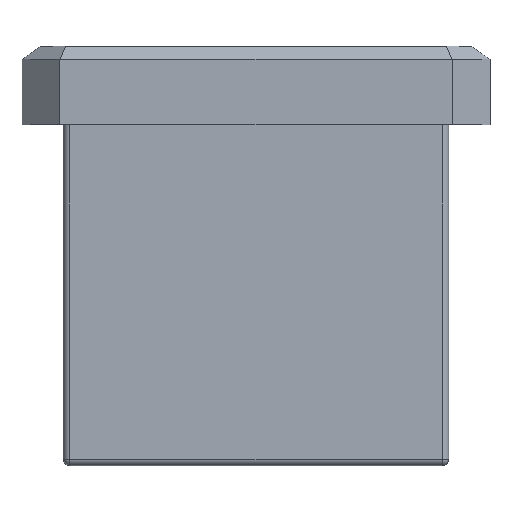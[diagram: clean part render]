
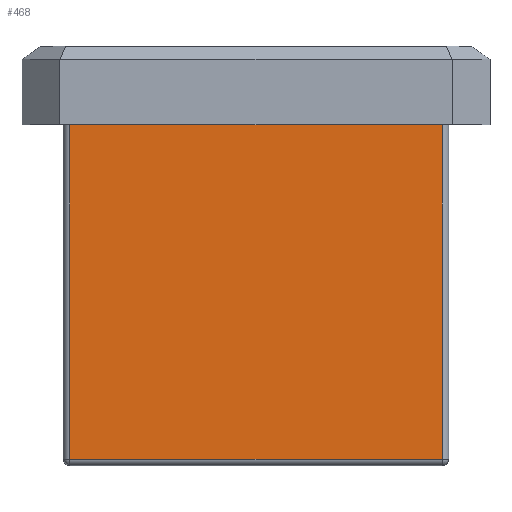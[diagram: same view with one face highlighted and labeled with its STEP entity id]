
A CAD part, front view. The second image highlights one B-rep face of the part: STEP entity #468.
In plain terms, the highlighted planar face has unit normal (0, -1, 0).
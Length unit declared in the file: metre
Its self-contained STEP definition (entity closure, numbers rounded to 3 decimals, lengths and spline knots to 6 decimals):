
#88=ORIENTED_EDGE('',*,*,#207,.T.);
#89=ORIENTED_EDGE('',*,*,#208,.T.);
#90=ORIENTED_EDGE('',*,*,#182,.F.);
#91=ORIENTED_EDGE('',*,*,#209,.T.);
#182=EDGE_CURVE('',#248,#249,#284,.T.);
#207=EDGE_CURVE('',#266,#267,#307,.F.);
#208=EDGE_CURVE('',#267,#249,#308,.T.);
#209=EDGE_CURVE('',#248,#266,#309,.F.);
#248=VERTEX_POINT('',#718);
#249=VERTEX_POINT('',#720);
#266=VERTEX_POINT('',#771);
#267=VERTEX_POINT('',#772);
#284=LINE('',#719,#334);
#307=LINE('',#770,#357);
#308=LINE('',#773,#358);
#309=LINE('',#774,#359);
#334=VECTOR('',#566,1.);
#357=VECTOR('',#611,1.);
#358=VECTOR('',#612,1.);
#359=VECTOR('',#613,1.);
#386=EDGE_LOOP('',(#88,#89,#90,#91));
#418=FACE_BOUND('',#386,.T.);
#449=PLANE('',#516);
#468=ADVANCED_FACE('',(#418),#449,.T.);
#516=AXIS2_PLACEMENT_3D('',#769,#609,#610);
#566=DIRECTION('',(1.,0.,0.));
#609=DIRECTION('',(0.,-1.,0.));
#610=DIRECTION('',(0.,0.,-1.));
#611=DIRECTION('',(-1.,0.,0.));
#612=DIRECTION('',(0.,0.,1.));
#613=DIRECTION('',(0.,0.,1.));
#718=CARTESIAN_POINT('',(-0.0322,0.03515,0.006));
#719=CARTESIAN_POINT('',(-0.018,0.03515,0.006));
#720=CARTESIAN_POINT('',(-0.0038,0.03515,0.006));
#769=CARTESIAN_POINT('',(-0.018,0.03515,-0.000002));
#770=CARTESIAN_POINT('',(-0.0033,0.03515,-0.0195));
#771=CARTESIAN_POINT('',(-0.0322,0.03515,-0.0195));
#772=CARTESIAN_POINT('',(-0.0038,0.03515,-0.0195));
#773=CARTESIAN_POINT('',(-0.0038,0.03515,0.006));
#774=CARTESIAN_POINT('',(-0.0322,0.03515,-0.000002));
